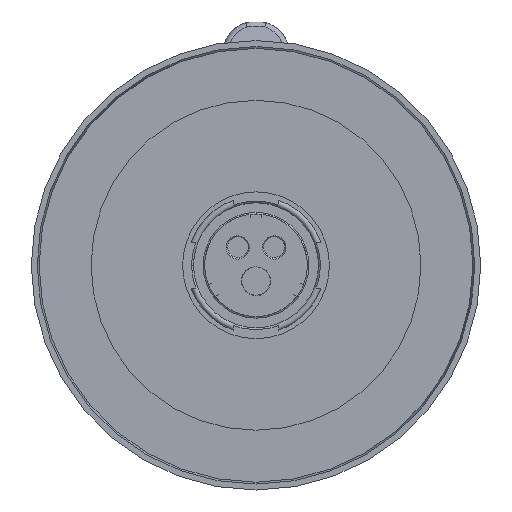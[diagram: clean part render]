
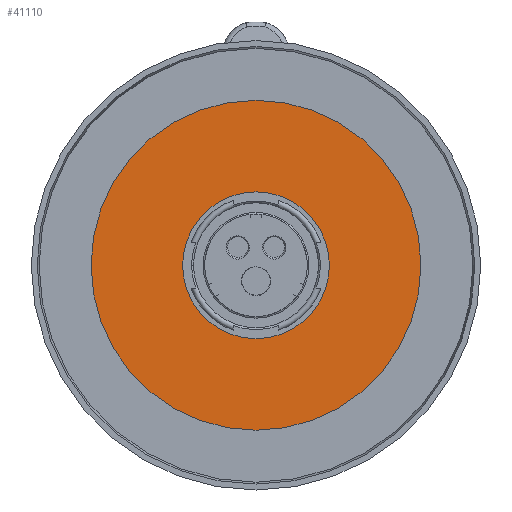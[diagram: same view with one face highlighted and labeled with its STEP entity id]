
A CAD part, front view. The second image highlights one B-rep face of the part: STEP entity #41110.
In plain terms, the highlighted planar face has unit normal (0, -1, 0).
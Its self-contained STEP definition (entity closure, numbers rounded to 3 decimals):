
#40553=CARTESIAN_POINT('',(0.,53.8,0.));
#40554=DIRECTION('',(0.,-1.,0.));
#40555=DIRECTION('',(1.,0.,0.));
#40556=AXIS2_PLACEMENT_3D('',#40553,#40554,#40555);
#40558=CARTESIAN_POINT('',(0.,53.8,0.));
#40559=DIRECTION('',(0.,-1.,0.));
#40560=DIRECTION('',(-1.,0.,0.));
#40561=AXIS2_PLACEMENT_3D('',#40558,#40559,#40560);
#40563=CARTESIAN_POINT('',(0.,53.8,0.));
#40564=DIRECTION('',(0.,-1.,0.));
#40565=DIRECTION('',(0.,0.,-1.));
#40566=AXIS2_PLACEMENT_3D('',#40563,#40564,#40565);
#40568=CARTESIAN_POINT('',(0.,53.8,0.));
#40569=DIRECTION('',(0.,-1.,0.));
#40570=DIRECTION('',(0.,0.,1.));
#40571=AXIS2_PLACEMENT_3D('',#40568,#40569,#40570);
#40901=CARTESIAN_POINT('',(0.,53.8,-28.25));
#40902=CARTESIAN_POINT('',(0.,53.8,28.25));
#40903=VERTEX_POINT('',#40901);
#40904=VERTEX_POINT('',#40902);
#40989=CARTESIAN_POINT('',(63.5,53.8,0.));
#40990=CARTESIAN_POINT('',(-63.5,53.8,0.));
#40991=VERTEX_POINT('',#40989);
#40992=VERTEX_POINT('',#40990);
#41094=CARTESIAN_POINT('',(0.,53.8,0.));
#41095=DIRECTION('',(0.,1.,0.));
#41096=DIRECTION('',(1.,0.,0.));
#41097=AXIS2_PLACEMENT_3D('',#41094,#41095,#41096);
#41098=PLANE('',#41097);
#41100=ORIENTED_EDGE('',*,*,#41099,.F.);
#41102=ORIENTED_EDGE('',*,*,#41101,.F.);
#41103=EDGE_LOOP('',(#41100,#41102));
#41104=FACE_OUTER_BOUND('',#41103,.F.);
#41105=ORIENTED_EDGE('',*,*,#41077,.T.);
#41107=ORIENTED_EDGE('',*,*,#41106,.T.);
#41108=EDGE_LOOP('',(#41105,#41107));
#41109=FACE_BOUND('',#41108,.F.);
#41110=ADVANCED_FACE('',(#41104,#41109),#41098,.F.);
#40557=CIRCLE('',#40556,63.5);
#40562=CIRCLE('',#40561,63.5);
#40567=CIRCLE('',#40566,28.25);
#40572=CIRCLE('',#40571,28.25);
#41077=EDGE_CURVE('',#40903,#40904,#40567,.T.);
#41099=EDGE_CURVE('',#40991,#40992,#40557,.T.);
#41101=EDGE_CURVE('',#40992,#40991,#40562,.T.);
#41106=EDGE_CURVE('',#40904,#40903,#40572,.T.);
